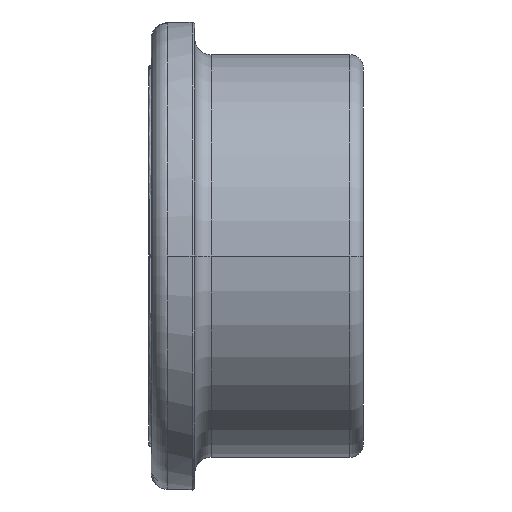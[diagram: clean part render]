
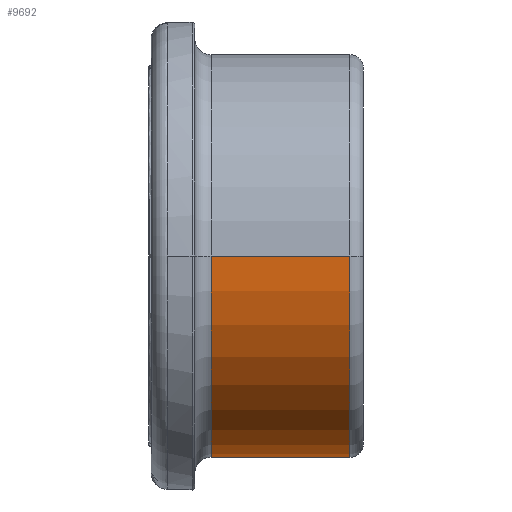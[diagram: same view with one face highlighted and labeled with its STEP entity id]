
A CAD part, left-side view. The second image highlights one B-rep face of the part: STEP entity #9692.
In plain terms, the highlighted cylindrical face has radius 37 mm (diameter 74 mm), a partial arc.
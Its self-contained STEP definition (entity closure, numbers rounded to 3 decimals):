
#1331=CARTESIAN_POINT('',(0.,-28.5,0.));
#1332=DIRECTION('',(0.,1.,0.));
#1333=DIRECTION('',(1.,0.,0.));
#1334=AXIS2_PLACEMENT_3D('',#1331,#1332,#1333);
#1336=CARTESIAN_POINT('',(0.,-3.,0.));
#1337=DIRECTION('',(0.,1.,0.));
#1338=DIRECTION('',(1.,0.,0.));
#1339=AXIS2_PLACEMENT_3D('',#1336,#1337,#1338);
#1346=DIRECTION('',(0.,1.,0.));
#1347=VECTOR('',#1346,25.5);
#1348=CARTESIAN_POINT('',(-37.,-28.5,0.));
#1349=LINE('',#1348,#1347);
#1355=DIRECTION('',(0.,1.,0.));
#1356=VECTOR('',#1355,25.5);
#1357=CARTESIAN_POINT('',(37.,-28.5,0.));
#1358=LINE('',#1357,#1356);
#6922=CARTESIAN_POINT('',(37.,-28.5,0.));
#6923=CARTESIAN_POINT('',(-37.,-28.5,0.));
#6924=VERTEX_POINT('',#6922);
#6925=VERTEX_POINT('',#6923);
#6930=CARTESIAN_POINT('',(37.,-3.,0.));
#6931=VERTEX_POINT('',#6930);
#6932=CARTESIAN_POINT('',(-37.,-3.,0.));
#6933=VERTEX_POINT('',#6932);
#9678=CARTESIAN_POINT('',(0.,-32.95,0.));
#9679=DIRECTION('',(0.,1.,0.));
#9680=DIRECTION('',(1.,0.,0.));
#9681=AXIS2_PLACEMENT_3D('',#9678,#9679,#9680);
#9682=CYLINDRICAL_SURFACE('',#9681,37.);
#9683=ORIENTED_EDGE('',*,*,#9668,.F.);
#9685=ORIENTED_EDGE('',*,*,#9684,.T.);
#9687=ORIENTED_EDGE('',*,*,#9686,.T.);
#9689=ORIENTED_EDGE('',*,*,#9688,.F.);
#9690=EDGE_LOOP('',(#9683,#9685,#9687,#9689));
#9691=FACE_OUTER_BOUND('',#9690,.F.);
#9692=ADVANCED_FACE('',(#9691),#9682,.T.);
#1335=CIRCLE('',#1334,37.);
#1340=CIRCLE('',#1339,37.);
#9668=EDGE_CURVE('',#6924,#6925,#1335,.T.);
#9684=EDGE_CURVE('',#6924,#6931,#1358,.T.);
#9686=EDGE_CURVE('',#6931,#6933,#1340,.T.);
#9688=EDGE_CURVE('',#6925,#6933,#1349,.T.);
